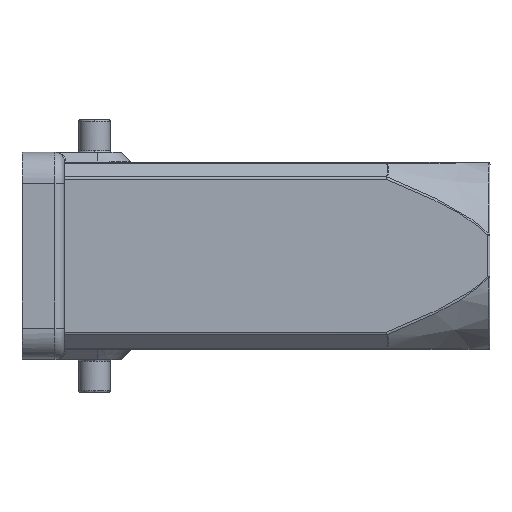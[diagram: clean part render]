
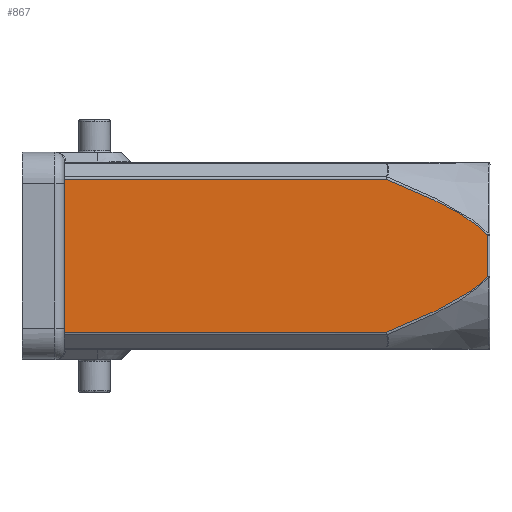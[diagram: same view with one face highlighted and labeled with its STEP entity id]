
A CAD part, top view. The second image highlights one B-rep face of the part: STEP entity #867.
In plain terms, the highlighted planar face has unit normal (0, 0, 1).
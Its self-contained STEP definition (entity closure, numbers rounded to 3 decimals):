
#515=FACE_OUTER_BOUND('',#1738,.T.);
#867=ADVANCED_FACE('NONE',(#515),#1110,.T.);
#1110=PLANE('',#6181);
#1331=B_SPLINE_CURVE_WITH_KNOTS('',3,(#8984,#8985,#8986,#8987,#8988,#8989,
#8990,#8991,#8992,#8993,#8994,#8995),.UNSPECIFIED.,.F.,.F.,(4,2,2,2,2,4),
(0.,0.25,0.5,0.75,0.875,1.),.UNSPECIFIED.);
#1378=B_SPLINE_CURVE_WITH_KNOTS('',3,(#9616,#9617,#9618,#9619,#9620,#9621,
#9622,#9623,#9624,#9625,#9626,#9627),.UNSPECIFIED.,.F.,.F.,(4,2,2,2,2,4),
(0.,0.125,0.25,0.5,0.75,1.),.UNSPECIFIED.);
#1738=EDGE_LOOP('',(#3240,#3241,#3242,#3243,#3244,#3245));
#2039=LINE('',#9054,#2394);
#2048=LINE('',#9593,#2403);
#2055=LINE('',#9688,#2410);
#2095=LINE('',#9852,#2450);
#2394=VECTOR('',#6714,1.);
#2403=VECTOR('',#6789,1.);
#2410=VECTOR('',#6812,1.);
#2450=VECTOR('',#6928,1.);
#3240=ORIENTED_EDGE('',*,*,#5313,.T.);
#3241=ORIENTED_EDGE('',*,*,#5309,.T.);
#3242=ORIENTED_EDGE('',*,*,#5389,.T.);
#3243=ORIENTED_EDGE('',*,*,#5239,.T.);
#3244=ORIENTED_EDGE('',*,*,#5235,.T.);
#3245=ORIENTED_EDGE('',*,*,#5325,.T.);
#4630=VERTEX_POINT('',#8975);
#4632=VERTEX_POINT('',#8983);
#4634=VERTEX_POINT('',#9052);
#4678=VERTEX_POINT('',#9584);
#4679=VERTEX_POINT('',#9591);
#4681=VERTEX_POINT('',#9600);
#5235=EDGE_CURVE('NONE',#4630,#4632,#1331,.T.);
#5239=EDGE_CURVE('NONE',#4634,#4630,#2039,.T.);
#5309=EDGE_CURVE('NONE',#4678,#4679,#2048,.T.);
#5313=EDGE_CURVE('NONE',#4681,#4678,#1378,.T.);
#5325=EDGE_CURVE('NONE',#4632,#4681,#2055,.T.);
#5389=EDGE_CURVE('NONE',#4679,#4634,#2095,.T.);
#6181=AXIS2_PLACEMENT_3D('',#9853,#6929,#6930);
#6714=DIRECTION('',(1.,0.,0.));
#6789=DIRECTION('',(-1.,0.,0.));
#6812=DIRECTION('',(0.,1.,0.));
#6928=DIRECTION('',(0.,-1.,0.));
#6929=DIRECTION('',(0.,0.,1.));
#6930=DIRECTION('',(0.,-1.,0.));
#8975=CARTESIAN_POINT('',(41.247,-9.793,12.));
#8983=CARTESIAN_POINT('',(54.25,-2.633,12.));
#8984=CARTESIAN_POINT('',(41.247,-9.793,12.));
#8985=CARTESIAN_POINT('',(42.409,-9.337,12.));
#8986=CARTESIAN_POINT('',(43.563,-8.867,12.));
#8987=CARTESIAN_POINT('',(45.85,-7.878,12.));
#8988=CARTESIAN_POINT('',(46.983,-7.361,12.));
#8989=CARTESIAN_POINT('',(49.214,-6.247,12.));
#8990=CARTESIAN_POINT('',(50.315,-5.65,12.));
#8991=CARTESIAN_POINT('',(51.884,-4.647,12.));
#8992=CARTESIAN_POINT('',(52.393,-4.294,12.));
#8993=CARTESIAN_POINT('',(53.366,-3.525,12.));
#8994=CARTESIAN_POINT('',(53.831,-3.111,12.));
#8995=CARTESIAN_POINT('',(54.25,-2.633,12.));
#9052=CARTESIAN_POINT('',(-0.042,-9.793,12.));
#9054=CARTESIAN_POINT('',(0.,-9.793,12.));
#9584=CARTESIAN_POINT('',(41.247,9.793,12.));
#9591=CARTESIAN_POINT('',(-0.042,9.793,12.));
#9593=CARTESIAN_POINT('',(0.,9.793,12.));
#9600=CARTESIAN_POINT('',(54.25,2.633,12.));
#9616=CARTESIAN_POINT('',(54.25,2.633,12.));
#9617=CARTESIAN_POINT('',(53.837,3.105,12.));
#9618=CARTESIAN_POINT('',(53.372,3.52,12.));
#9619=CARTESIAN_POINT('',(52.395,4.292,12.));
#9620=CARTESIAN_POINT('',(51.881,4.649,12.));
#9621=CARTESIAN_POINT('',(50.307,5.655,12.));
#9622=CARTESIAN_POINT('',(49.21,6.249,12.));
#9623=CARTESIAN_POINT('',(46.98,7.363,12.));
#9624=CARTESIAN_POINT('',(45.847,7.88,12.));
#9625=CARTESIAN_POINT('',(43.561,8.867,12.));
#9626=CARTESIAN_POINT('',(42.408,9.338,12.));
#9627=CARTESIAN_POINT('',(41.247,9.793,12.));
#9688=CARTESIAN_POINT('',(54.25,12.,12.));
#9852=CARTESIAN_POINT('',(-0.042,12.,12.));
#9853=CARTESIAN_POINT('',(0.,12.,12.));
